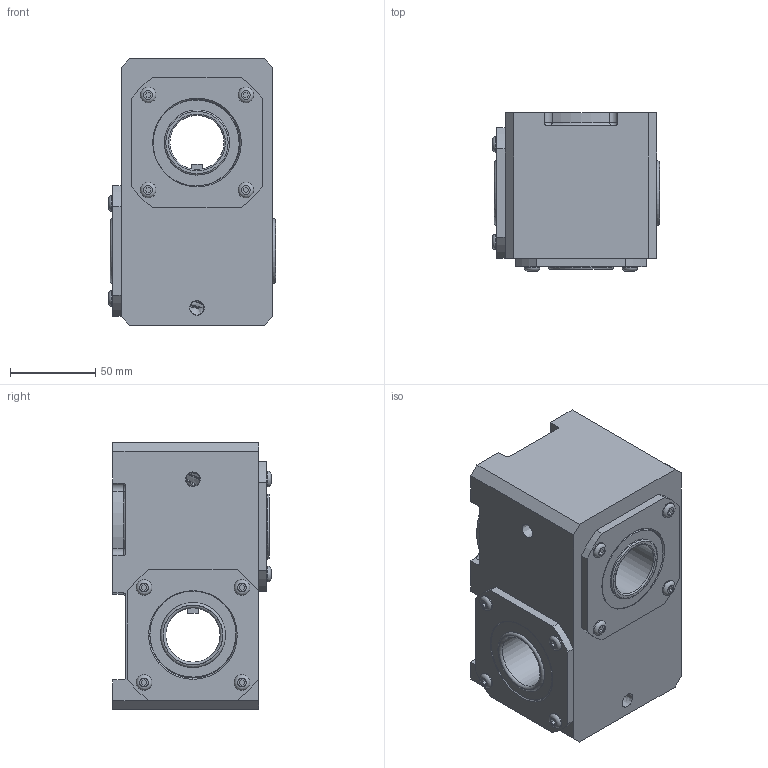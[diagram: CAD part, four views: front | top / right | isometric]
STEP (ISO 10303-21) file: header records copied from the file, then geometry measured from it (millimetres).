
FILE_DESCRIPTION((''),'2;1');
FILE_NAME('4304-0710 CRL FB 1-1 R.H. A-1.25 B-1.25 ALPHA WD SERIES.stp','2009-01-10T12:01:29',('Administrator'),(''),'Autodesk Inventor 2009','Autodesk Inventor 2009','');
FILE_SCHEMA(('AUTOMOTIVE_DESIGN { 1 0 10303 214 1 1 1 1 }'));
Length unit declared in the file: inch
Products named in the file (14): 4304-0710  CRL FB 1-1 R.H. A-1.25 B-1.25 ALPHA WD SERIES; 4304-4605 HSG. 1-1 FB v3 ALPHA SERIES; 4304-4228 gear spacer fb a-bore; Spur gearing 25/25, 2.5004; 4304-4606 B-BORE CAP FB-STD ALPHA SERIES; 4304-4607 A-BORE CAP FB-STD ALPHA SERIES; 4304-4601 1.250 B-BORE SHAFT ALPHA SERIES; 4304-4360 key fb 1.25 dia. a & b bores; 4304-4250 shaft, 1.25 a-bore fb ias; R24 BEARING 4300-1207; R24 BEARING CAGE; R24 BEARING SHIELD; phms 10-32-; 4300-1032 SHAFT SEAL 1.5 X 1.983 X .188 #151981TB
Assembly tree (32 placements, depth 3):
  4304-0710  CRL FB 1-1 R.H. A-1.25 B-1.25 ALPHA WD SERIES
    4304-4605 HSG. 1-1 FB v3 ALPHA SERIES
    4304-4228 gear spacer fb a-bore  x4
    Spur gearing 25/25, 2.5004  x2
    4304-4606 B-BORE CAP FB-STD ALPHA SERIES
    4304-4607 A-BORE CAP FB-STD ALPHA SERIES
    4304-4601 1.250 B-BORE SHAFT ALPHA SERIES
    4304-4360 key fb 1.25 dia. a & b bores  x2
    4304-4250 shaft, 1.25 a-bore fb ias
    R24 BEARING 4300-1207  x4
      R24 BEARING CAGE
      R24 BEARING SHIELD
    phms 10-32-  x8
    4300-1032 SHAFT SEAL 1.5 X 1.983 X .188 #151981TB  x4
Bounding box: 97.76 x 92.53 x 156.03 mm (x, y, z)
Volume: 897397.1 mm3; surface area: 318426.7 mm2
Topology: 41 solids, 41 shells, 810 faces, 1941 edges, 1267 vertices
Faces by surface type: bspline 257, plane 256, cylinder 209, torus 76, cone 12
Full cylindrical faces by diameter (mm): 4.826 x8, 9.169 x8, 31.75 x1, 31.775 x1, 35.535 x4, 38.049 x6, 38.1 x12, 38.608 x4, 40.996 x4, 45.771 x4, 48.26 x12, 48.641 x4, 50.368 x8, 50.521 x4, 55.296 x4, 57.836 x4, 59.817 x12, 66.675 x6, 66.7 x2, 67.31 x2, 70.066 x2, 70.079 x2, 70.206 x2
Entity records: 16044 total; most frequent: CARTESIAN_POINT 6027, DIRECTION 1959, ORIENTED_EDGE 1860, EDGE_CURVE 930, AXIS2_PLACEMENT_3D 867, VERTEX_POINT 672, EDGE_LOOP 630, CIRCLE 546
